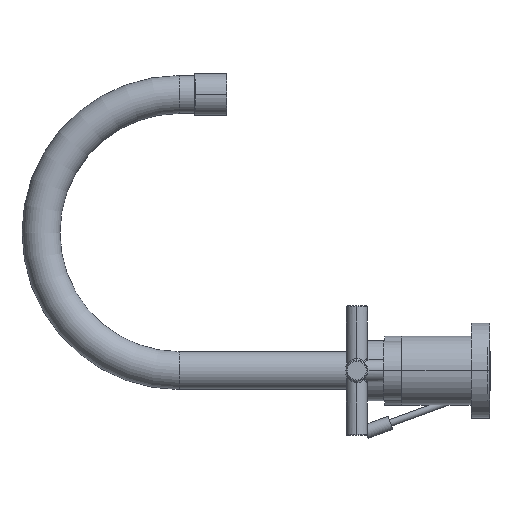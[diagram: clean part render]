
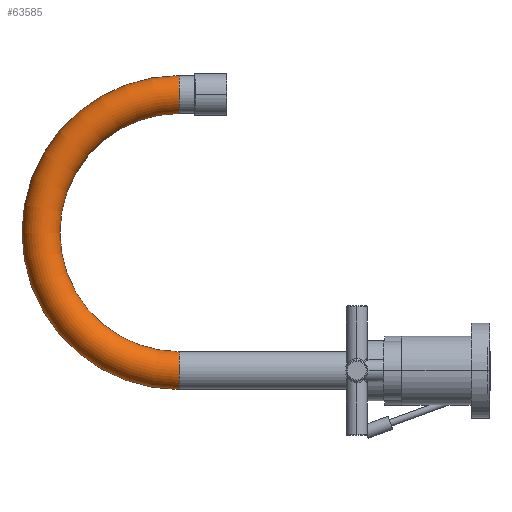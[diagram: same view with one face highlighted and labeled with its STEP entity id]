
A CAD part, left-side view. The second image highlights one B-rep face of the part: STEP entity #63585.
In plain terms, the highlighted toroidal (fillet/blend) face has major radius 80 mm and minor radius 11 mm.
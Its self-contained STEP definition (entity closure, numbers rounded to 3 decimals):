
#46923=CARTESIAN_POINT('',(100.,147.7,160.));
#46924=DIRECTION('',(0.,-1.,0.));
#46925=DIRECTION('',(0.,0.,1.));
#46926=AXIS2_PLACEMENT_3D('',#46923,#46924,#46925);
#46941=CARTESIAN_POINT('',(100.,147.7,0.));
#46942=DIRECTION('',(0.,1.,0.));
#46943=DIRECTION('',(0.,0.,-1.));
#46944=AXIS2_PLACEMENT_3D('',#46941,#46942,#46943);
#46946=CARTESIAN_POINT('',(100.,147.7,80.));
#46947=DIRECTION('',(1.,0.,0.));
#46948=DIRECTION('',(0.,0.,-1.));
#46949=AXIS2_PLACEMENT_3D('',#46946,#46947,#46948);
#46984=CARTESIAN_POINT('',(100.,147.7,80.));
#46985=DIRECTION('',(1.,0.,0.));
#46986=DIRECTION('',(0.,0.,-1.));
#46987=AXIS2_PLACEMENT_3D('',#46984,#46985,#46986);
#56109=CARTESIAN_POINT('',(100.,147.7,11.));
#56110=CARTESIAN_POINT('',(100.,147.7,-11.));
#56111=VERTEX_POINT('',#56109);
#56112=VERTEX_POINT('',#56110);
#56117=CARTESIAN_POINT('',(100.,147.7,149.));
#56118=CARTESIAN_POINT('',(100.,147.7,171.));
#56119=VERTEX_POINT('',#56117);
#56120=VERTEX_POINT('',#56118);
#63571=CARTESIAN_POINT('',(100.,147.7,80.));
#63572=DIRECTION('',(1.,0.,0.));
#63573=DIRECTION('',(0.,0.,1.));
#63574=AXIS2_PLACEMENT_3D('',#63571,#63572,#63573);
#63575=TOROIDAL_SURFACE('',#63574,80.,11.);
#63577=ORIENTED_EDGE('',*,*,#63576,.F.);
#63579=ORIENTED_EDGE('',*,*,#63578,.T.);
#63580=ORIENTED_EDGE('',*,*,#63556,.T.);
#63582=ORIENTED_EDGE('',*,*,#63581,.F.);
#63583=EDGE_LOOP('',(#63577,#63579,#63580,#63582));
#63584=FACE_OUTER_BOUND('',#63583,.F.);
#63585=ADVANCED_FACE('',(#63584),#63575,.T.);
#46927=CIRCLE('',#46926,11.);
#46945=CIRCLE('',#46944,11.);
#46950=CIRCLE('',#46949,91.);
#46988=CIRCLE('',#46987,69.);
#63556=EDGE_CURVE('',#56120,#56119,#46927,.T.);
#63576=EDGE_CURVE('',#56112,#56111,#46945,.T.);
#63578=EDGE_CURVE('',#56112,#56120,#46950,.T.);
#63581=EDGE_CURVE('',#56111,#56119,#46988,.T.);
